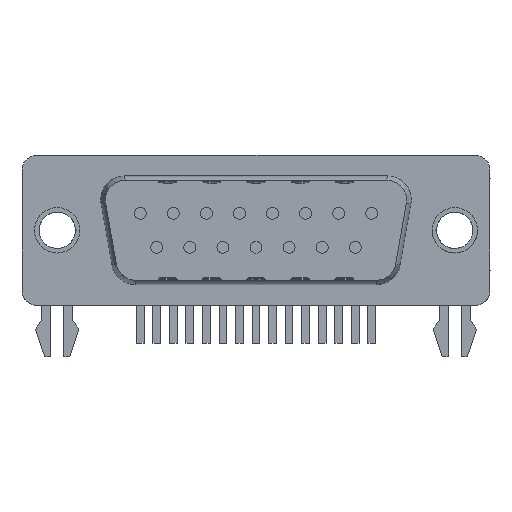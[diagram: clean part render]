
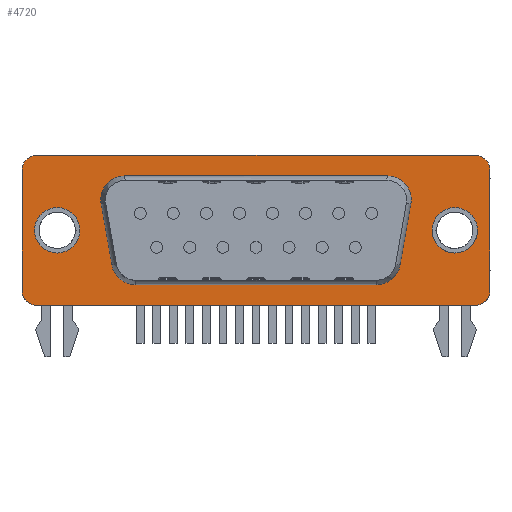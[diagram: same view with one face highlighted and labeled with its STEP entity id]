
A CAD part, front view. The second image highlights one B-rep face of the part: STEP entity #4720.
In plain terms, the highlighted planar face has unit normal (0, -1, 0).
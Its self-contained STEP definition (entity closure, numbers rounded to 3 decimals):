
#4478=AXIS2_PLACEMENT_3D('Circle Axis2P3D',#4476,#4477,$) ;
#4544=AXIS2_PLACEMENT_3D('Circle Axis2P3D',#4542,#4543,$) ;
#4557=AXIS2_PLACEMENT_3D('Plane Axis2P3D',#4554,#4555,#4556) ;
#4561=AXIS2_PLACEMENT_3D('Circle Axis2P3D',#4559,#4560,$) ;
#4577=AXIS2_PLACEMENT_3D('Circle Axis2P3D',#4575,#4576,$) ;
#4591=AXIS2_PLACEMENT_3D('Circle Axis2P3D',#4589,#4590,$) ;
#4605=AXIS2_PLACEMENT_3D('Circle Axis2P3D',#4603,#4604,$) ;
#4627=AXIS2_PLACEMENT_3D('Circle Axis2P3D',#4625,#4626,$) ;
#4636=AXIS2_PLACEMENT_3D('Circle Axis2P3D',#4634,#4635,$) ;
#4645=AXIS2_PLACEMENT_3D('Circle Axis2P3D',#4643,#4644,$) ;
#4654=AXIS2_PLACEMENT_3D('Circle Axis2P3D',#4652,#4653,$) ;
#4670=AXIS2_PLACEMENT_3D('Circle Axis2P3D',#4668,#4669,$) ;
#4677=AXIS2_PLACEMENT_3D('Circle Axis2P3D',#4675,#4676,$) ;
#4691=AXIS2_PLACEMENT_3D('Circle Axis2P3D',#4689,#4690,$) ;
#4698=AXIS2_PLACEMENT_3D('Circle Axis2P3D',#4696,#4697,$) ;
#4005=CARTESIAN_POINT('Vertex',(29.699,6.1,6.02)) ;
#4019=CARTESIAN_POINT('Vertex',(9.501,6.1,6.02)) ;
#4022=CARTESIAN_POINT('Line Origine',(19.6,6.1,6.02)) ;
#4468=CARTESIAN_POINT('Vertex',(31.669,6.1,7.673)) ;
#4476=CARTESIAN_POINT('Axis2P3D Location',(29.699,6.1,8.02)) ;
#4539=CARTESIAN_POINT('Vertex',(7.531,6.1,7.673)) ;
#4542=CARTESIAN_POINT('Axis2P3D Location',(9.501,6.1,8.02)) ;
#4554=CARTESIAN_POINT('Axis2P3D Location',(1.25,6.1,5.55)) ;
#4559=CARTESIAN_POINT('Axis2P3D Location',(1.25,6.1,5.55)) ;
#4563=CARTESIAN_POINT('Vertex',(0.,6.1,5.55)) ;
#4565=CARTESIAN_POINT('Vertex',(1.25,6.1,4.3)) ;
#4568=CARTESIAN_POINT('Line Origine',(19.6,6.1,4.3)) ;
#4572=CARTESIAN_POINT('Vertex',(37.95,6.1,4.3)) ;
#4575=CARTESIAN_POINT('Axis2P3D Location',(37.95,6.1,5.55)) ;
#4579=CARTESIAN_POINT('Vertex',(39.2,6.1,5.55)) ;
#4582=CARTESIAN_POINT('Line Origine',(39.2,6.1,10.575)) ;
#4586=CARTESIAN_POINT('Vertex',(39.2,6.1,15.6)) ;
#4589=CARTESIAN_POINT('Axis2P3D Location',(37.95,6.1,15.6)) ;
#4593=CARTESIAN_POINT('Vertex',(37.95,6.1,16.85)) ;
#4596=CARTESIAN_POINT('Line Origine',(19.6,6.1,16.85)) ;
#4600=CARTESIAN_POINT('Vertex',(1.25,6.1,16.85)) ;
#4603=CARTESIAN_POINT('Axis2P3D Location',(1.25,6.1,15.6)) ;
#4607=CARTESIAN_POINT('Vertex',(0.,6.1,15.6)) ;
#4610=CARTESIAN_POINT('Line Origine',(0.,6.1,10.575)) ;
#4625=CARTESIAN_POINT('Axis2P3D Location',(2.95,6.1,10.575)) ;
#4629=CARTESIAN_POINT('Vertex',(4.85,6.1,10.575)) ;
#4631=CARTESIAN_POINT('Vertex',(1.05,6.1,10.575)) ;
#4634=CARTESIAN_POINT('Axis2P3D Location',(2.95,6.1,10.575)) ;
#4643=CARTESIAN_POINT('Axis2P3D Location',(36.25,6.1,10.575)) ;
#4647=CARTESIAN_POINT('Vertex',(38.15,6.1,10.575)) ;
#4649=CARTESIAN_POINT('Vertex',(34.35,6.1,10.575)) ;
#4652=CARTESIAN_POINT('Axis2P3D Location',(36.25,6.1,10.575)) ;
#4661=CARTESIAN_POINT('Line Origine',(7.081,6.1,10.228)) ;
#4665=CARTESIAN_POINT('Vertex',(6.63,6.1,12.783)) ;
#4668=CARTESIAN_POINT('Axis2P3D Location',(8.6,6.1,13.13)) ;
#4672=CARTESIAN_POINT('Vertex',(6.6,6.1,13.13)) ;
#4675=CARTESIAN_POINT('Axis2P3D Location',(8.6,6.1,13.13)) ;
#4679=CARTESIAN_POINT('Vertex',(8.6,6.1,15.13)) ;
#4682=CARTESIAN_POINT('Line Origine',(19.6,6.1,15.13)) ;
#4686=CARTESIAN_POINT('Vertex',(30.6,6.1,15.13)) ;
#4689=CARTESIAN_POINT('Axis2P3D Location',(30.6,6.1,13.13)) ;
#4693=CARTESIAN_POINT('Vertex',(32.6,6.1,13.13)) ;
#4696=CARTESIAN_POINT('Axis2P3D Location',(30.6,6.1,13.13)) ;
#4700=CARTESIAN_POINT('Vertex',(32.57,6.1,12.783)) ;
#4703=CARTESIAN_POINT('Line Origine',(32.119,6.1,10.228)) ;
#4023=DIRECTION('Vector Direction',(1.,0.,0.)) ;
#4477=DIRECTION('Axis2P3D Direction',(0.,1.,0.)) ;
#4543=DIRECTION('Axis2P3D Direction',(0.,1.,0.)) ;
#4555=DIRECTION('Axis2P3D Direction',(0.,-1.,0.)) ;
#4556=DIRECTION('Axis2P3D XDirection',(1.,0.,0.)) ;
#4560=DIRECTION('Axis2P3D Direction',(0.,-1.,0.)) ;
#4569=DIRECTION('Vector Direction',(1.,0.,0.)) ;
#4576=DIRECTION('Axis2P3D Direction',(0.,-1.,0.)) ;
#4583=DIRECTION('Vector Direction',(0.,0.,1.)) ;
#4590=DIRECTION('Axis2P3D Direction',(0.,-1.,0.)) ;
#4597=DIRECTION('Vector Direction',(-1.,0.,0.)) ;
#4604=DIRECTION('Axis2P3D Direction',(0.,-1.,0.)) ;
#4611=DIRECTION('Vector Direction',(0.,0.,-1.)) ;
#4626=DIRECTION('Axis2P3D Direction',(0.,-1.,0.)) ;
#4635=DIRECTION('Axis2P3D Direction',(0.,-1.,0.)) ;
#4644=DIRECTION('Axis2P3D Direction',(0.,-1.,0.)) ;
#4653=DIRECTION('Axis2P3D Direction',(0.,-1.,0.)) ;
#4662=DIRECTION('Vector Direction',(0.174,0.,-0.985)) ;
#4669=DIRECTION('Axis2P3D Direction',(0.,-1.,0.)) ;
#4676=DIRECTION('Axis2P3D Direction',(0.,-1.,0.)) ;
#4683=DIRECTION('Vector Direction',(-1.,0.,0.)) ;
#4690=DIRECTION('Axis2P3D Direction',(0.,-1.,0.)) ;
#4697=DIRECTION('Axis2P3D Direction',(0.,-1.,0.)) ;
#4704=DIRECTION('Vector Direction',(0.174,0.,0.985)) ;
#4024=VECTOR('Line Direction',#4023,1.) ;
#4570=VECTOR('Line Direction',#4569,1.) ;
#4584=VECTOR('Line Direction',#4583,1.) ;
#4598=VECTOR('Line Direction',#4597,1.) ;
#4612=VECTOR('Line Direction',#4611,1.) ;
#4663=VECTOR('Line Direction',#4662,1.) ;
#4684=VECTOR('Line Direction',#4683,1.) ;
#4705=VECTOR('Line Direction',#4704,1.) ;
#4616=ORIENTED_EDGE('',*,*,#4567,.T.) ;
#4617=ORIENTED_EDGE('',*,*,#4574,.T.) ;
#4618=ORIENTED_EDGE('',*,*,#4581,.T.) ;
#4619=ORIENTED_EDGE('',*,*,#4588,.T.) ;
#4620=ORIENTED_EDGE('',*,*,#4595,.T.) ;
#4621=ORIENTED_EDGE('',*,*,#4602,.T.) ;
#4622=ORIENTED_EDGE('',*,*,#4609,.T.) ;
#4623=ORIENTED_EDGE('',*,*,#4614,.T.) ;
#4640=ORIENTED_EDGE('',*,*,#4633,.F.) ;
#4641=ORIENTED_EDGE('',*,*,#4638,.F.) ;
#4658=ORIENTED_EDGE('',*,*,#4651,.F.) ;
#4659=ORIENTED_EDGE('',*,*,#4656,.F.) ;
#4709=ORIENTED_EDGE('',*,*,#4026,.F.) ;
#4710=ORIENTED_EDGE('',*,*,#4546,.F.) ;
#4711=ORIENTED_EDGE('',*,*,#4667,.F.) ;
#4712=ORIENTED_EDGE('',*,*,#4674,.F.) ;
#4713=ORIENTED_EDGE('',*,*,#4681,.F.) ;
#4714=ORIENTED_EDGE('',*,*,#4688,.F.) ;
#4715=ORIENTED_EDGE('',*,*,#4695,.F.) ;
#4716=ORIENTED_EDGE('',*,*,#4702,.F.) ;
#4717=ORIENTED_EDGE('',*,*,#4707,.F.) ;
#4718=ORIENTED_EDGE('',*,*,#4480,.F.) ;
#4642=FACE_BOUND('',#4639,.T.) ;
#4660=FACE_BOUND('',#4657,.T.) ;
#4719=FACE_BOUND('',#4708,.T.) ;
#4720=ADVANCED_FACE('LPattern4',(#4624,#4642,#4660,#4719),#4558,.T.) ;
#4479=CIRCLE('generated circle',#4478,2.) ;
#4545=CIRCLE('generated circle',#4544,2.) ;
#4562=CIRCLE('generated circle',#4561,1.25) ;
#4578=CIRCLE('generated circle',#4577,1.25) ;
#4592=CIRCLE('generated circle',#4591,1.25) ;
#4606=CIRCLE('generated circle',#4605,1.25) ;
#4628=CIRCLE('generated circle',#4627,1.9) ;
#4637=CIRCLE('generated circle',#4636,1.9) ;
#4646=CIRCLE('generated circle',#4645,1.9) ;
#4655=CIRCLE('generated circle',#4654,1.9) ;
#4671=CIRCLE('generated circle',#4670,2.) ;
#4678=CIRCLE('generated circle',#4677,2.) ;
#4692=CIRCLE('generated circle',#4691,2.) ;
#4699=CIRCLE('generated circle',#4698,2.) ;
#4026=EDGE_CURVE('',#4020,#4006,#4025,.T.) ;
#4480=EDGE_CURVE('',#4006,#4469,#4479,.F.) ;
#4546=EDGE_CURVE('',#4540,#4020,#4545,.F.) ;
#4567=EDGE_CURVE('',#4564,#4566,#4562,.T.) ;
#4574=EDGE_CURVE('',#4566,#4573,#4571,.T.) ;
#4581=EDGE_CURVE('',#4573,#4580,#4578,.T.) ;
#4588=EDGE_CURVE('',#4580,#4587,#4585,.T.) ;
#4595=EDGE_CURVE('',#4587,#4594,#4592,.T.) ;
#4602=EDGE_CURVE('',#4594,#4601,#4599,.T.) ;
#4609=EDGE_CURVE('',#4601,#4608,#4606,.T.) ;
#4614=EDGE_CURVE('',#4608,#4564,#4613,.T.) ;
#4633=EDGE_CURVE('',#4630,#4632,#4628,.T.) ;
#4638=EDGE_CURVE('',#4632,#4630,#4637,.T.) ;
#4651=EDGE_CURVE('',#4648,#4650,#4646,.T.) ;
#4656=EDGE_CURVE('',#4650,#4648,#4655,.T.) ;
#4667=EDGE_CURVE('',#4666,#4540,#4664,.T.) ;
#4674=EDGE_CURVE('',#4673,#4666,#4671,.T.) ;
#4681=EDGE_CURVE('',#4680,#4673,#4678,.T.) ;
#4688=EDGE_CURVE('',#4687,#4680,#4685,.T.) ;
#4695=EDGE_CURVE('',#4694,#4687,#4692,.T.) ;
#4702=EDGE_CURVE('',#4701,#4694,#4699,.T.) ;
#4707=EDGE_CURVE('',#4469,#4701,#4706,.T.) ;
#4615=EDGE_LOOP('',(#4616,#4617,#4618,#4619,#4620,#4621,#4622,#4623)) ;
#4639=EDGE_LOOP('',(#4640,#4641)) ;
#4657=EDGE_LOOP('',(#4658,#4659)) ;
#4708=EDGE_LOOP('',(#4709,#4710,#4711,#4712,#4713,#4714,#4715,#4716,#4717,#4718)) ;
#4624=FACE_OUTER_BOUND('',#4615,.T.) ;
#4025=LINE('Line',#4022,#4024) ;
#4571=LINE('Line',#4568,#4570) ;
#4585=LINE('Line',#4582,#4584) ;
#4599=LINE('Line',#4596,#4598) ;
#4613=LINE('Line',#4610,#4612) ;
#4664=LINE('Line',#4661,#4663) ;
#4685=LINE('Line',#4682,#4684) ;
#4706=LINE('Line',#4703,#4705) ;
#4558=PLANE('',#4557) ;
#4006=VERTEX_POINT('',#4005) ;
#4020=VERTEX_POINT('',#4019) ;
#4469=VERTEX_POINT('',#4468) ;
#4540=VERTEX_POINT('',#4539) ;
#4564=VERTEX_POINT('',#4563) ;
#4566=VERTEX_POINT('',#4565) ;
#4573=VERTEX_POINT('',#4572) ;
#4580=VERTEX_POINT('',#4579) ;
#4587=VERTEX_POINT('',#4586) ;
#4594=VERTEX_POINT('',#4593) ;
#4601=VERTEX_POINT('',#4600) ;
#4608=VERTEX_POINT('',#4607) ;
#4630=VERTEX_POINT('',#4629) ;
#4632=VERTEX_POINT('',#4631) ;
#4648=VERTEX_POINT('',#4647) ;
#4650=VERTEX_POINT('',#4649) ;
#4666=VERTEX_POINT('',#4665) ;
#4673=VERTEX_POINT('',#4672) ;
#4680=VERTEX_POINT('',#4679) ;
#4687=VERTEX_POINT('',#4686) ;
#4694=VERTEX_POINT('',#4693) ;
#4701=VERTEX_POINT('',#4700) ;
